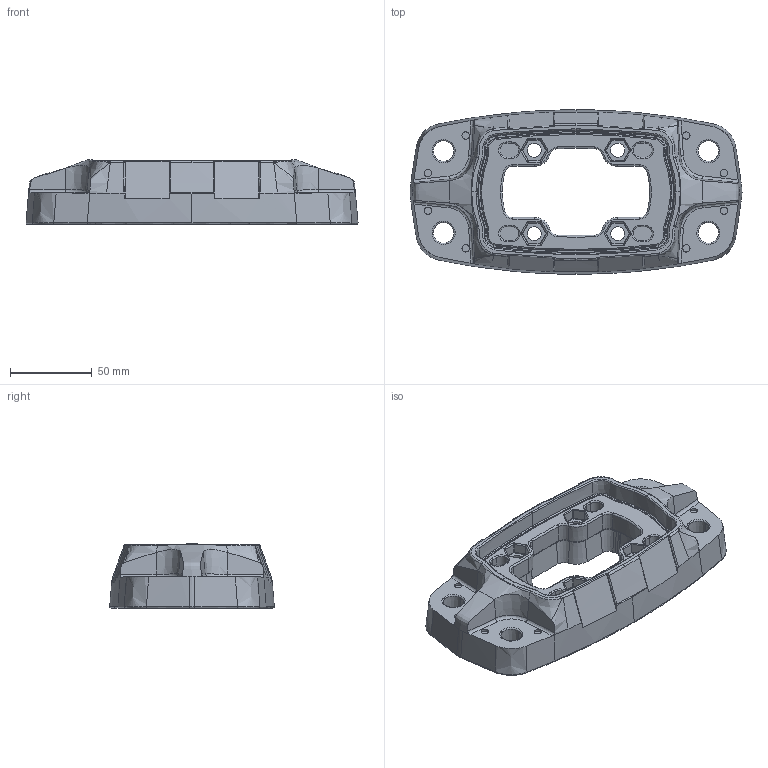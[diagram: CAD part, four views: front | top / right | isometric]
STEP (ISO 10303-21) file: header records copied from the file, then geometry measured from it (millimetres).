
FILE_DESCRIPTION (( 'STEP AP203' ), '1' );
FILE_NAME ('TK120.800.STEP', '2016-05-06T13:41:24', ( '' ), ( '' ), 'SwSTEP 2.0', 'SolidWorks 2013', '' );
FILE_SCHEMA (( 'CONFIG_CONTROL_DESIGN' ));
Products named in the file (1): TK120.800
Bounding box: 203.09 x 100.74 x 39.24 mm (x, y, z)
Volume: 360712.3 mm3; surface area: 63555.3 mm2
Topology: 1 solids, 3 shells, 643 faces, 1600 edges, 975 vertices
Faces by surface type: bspline 254, cylinder 136, plane 84, cone 82, torus 63, sphere 24
Entity records: 36925 total; most frequent: CARTESIAN_POINT 23586, ORIENTED_EDGE 3184, DIRECTION 2248, EDGE_CURVE 1592, VERTEX_POINT 975, AXIS2_PLACEMENT_3D 944, EDGE_LOOP 681, FACE_OUTER_BOUND 643
